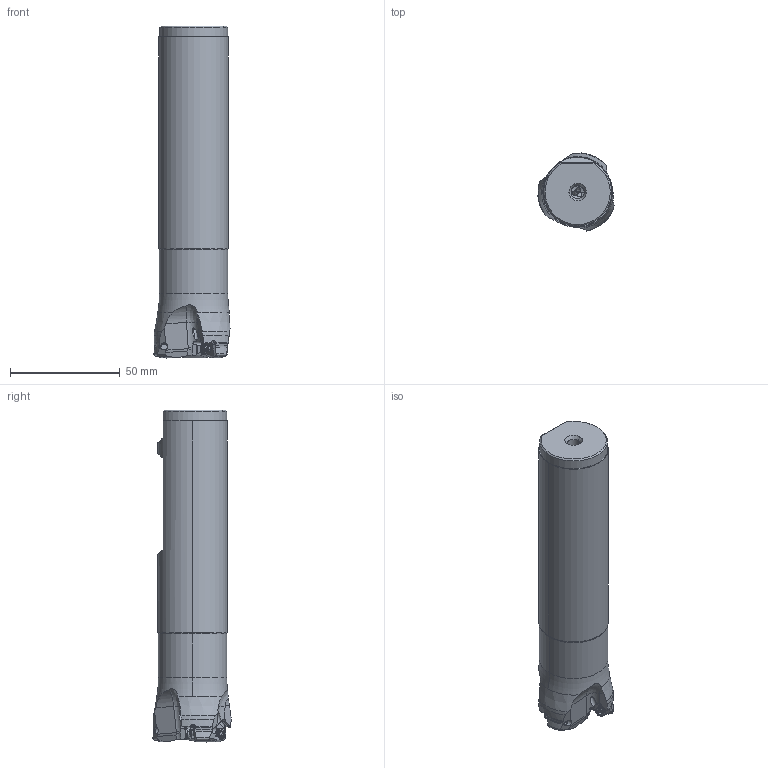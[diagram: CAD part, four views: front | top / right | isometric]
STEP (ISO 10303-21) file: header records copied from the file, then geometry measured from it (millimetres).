
FILE_DESCRIPTION(/* description */ (''),/* implementation_level */ '2;1');
FILE_NAME(/* name */ 'WJX09UR2403FA20S.stp',/* time_stamp */ '2025-07-03T15:45:20+09:00',/* author */ (''),/* organization */ (''),/* preprocessor_version */ 'ST-DEVELOPER v18.101',/* originating_system */ 'SIEMENS PLM Software NX 2011',/* authorisation */ '');
FILE_SCHEMA (('AUTOMOTIVE_DESIGN { 1 0 10303 214 3 1 1 1 }'));
Length unit declared in the file: millimetre
Products named in the file (1): WJX09UR2403FA20S_ASM
Bounding box: 34.76 x 35.69 x 151.6 mm (x, y, z)
Volume: 111248.8 mm3; surface area: 20107.3 mm2
Topology: 4 solids, 4 shells, 396 faces, 1224 edges, 827 vertices
Faces by surface type: cylinder 162, plane 108, cone 44, torus 37, sphere 24, bspline 21
Entity records: 16474 total; most frequent: CARTESIAN_POINT 6046, ORIENTED_EDGE 2416, DIRECTION 1908, EDGE_CURVE 1208, VERTEX_POINT 821, AXIS2_PLACEMENT_3D 801, B_SPLINE_CURVE_WITH_KNOTS 496, EDGE_LOOP 409
